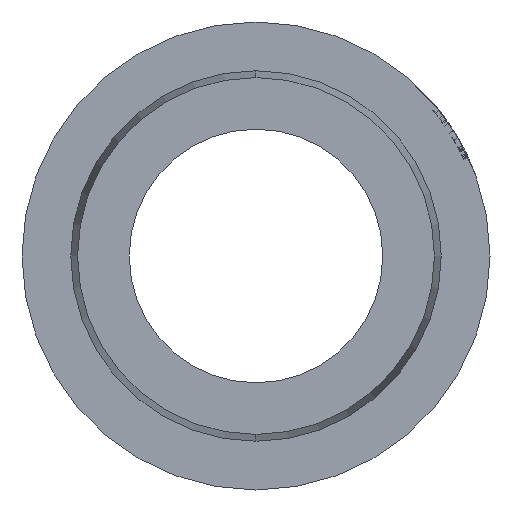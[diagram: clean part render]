
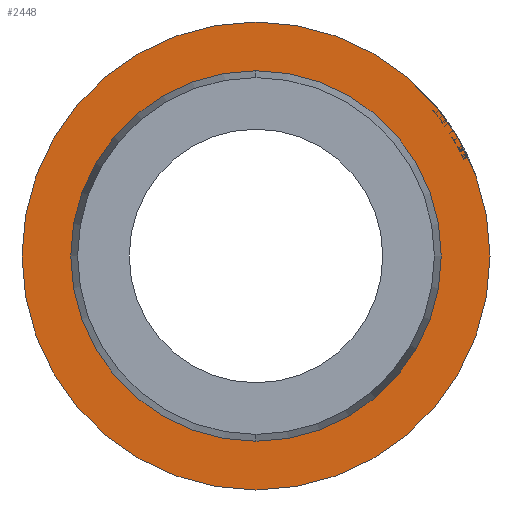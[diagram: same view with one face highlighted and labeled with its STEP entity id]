
A CAD part, left-side view. The second image highlights one B-rep face of the part: STEP entity #2448.
In plain terms, the highlighted planar face has unit normal (-1, 0, 0).
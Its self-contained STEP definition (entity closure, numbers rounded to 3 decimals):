
#53 = CARTESIAN_POINT ( 'NONE',  ( 26., 9.5, 0. ) ) ;
#284 = DIRECTION ( 'NONE',  ( -1., 0., 0. ) ) ;
#303 = AXIS2_PLACEMENT_3D ( 'NONE', #4750, #5667, #544 ) ;
#344 = CARTESIAN_POINT ( 'NONE',  ( 26., 0., 9.5 ) ) ;
#387 = VERTEX_POINT ( 'NONE', #344 ) ;
#518 = FACE_OUTER_BOUND ( 'NONE', #4271, .T. ) ;
#544 = DIRECTION ( 'NONE',  ( 0., 0., 1. ) ) ;
#951 = DIRECTION ( 'NONE',  ( 0., 0., -1. ) ) ;
#1037 = CARTESIAN_POINT ( 'NONE',  ( 26., 0., 0. ) ) ;
#1084 = AXIS2_PLACEMENT_3D ( 'NONE', #53, #1865, #951 ) ;
#1138 = ORIENTED_EDGE ( 'NONE', *, *, #1538, .T. ) ;
#1148 = ORIENTED_EDGE ( 'NONE', *, *, #2416, .T. ) ;
#1181 = EDGE_CURVE ( 'NONE', #2476, #387, #2467, .T. ) ;
#1208 = CARTESIAN_POINT ( 'NONE',  ( 26., 0., 12. ) ) ;
#1465 = PLANE ( 'NONE',  #1084 ) ;
#1482 = ORIENTED_EDGE ( 'NONE', *, *, #1181, .F. ) ;
#1538 = EDGE_CURVE ( 'NONE', #5434, #5738, #2357, .T. ) ;
#1564 = CARTESIAN_POINT ( 'NONE',  ( 26., 0., 0. ) ) ;
#1775 = AXIS2_PLACEMENT_3D ( 'NONE', #3663, #284, #5078 ) ;
#1865 = DIRECTION ( 'NONE',  ( 1., 0., 0. ) ) ;
#1867 = CIRCLE ( 'NONE', #303, 12. ) ;
#2204 = CARTESIAN_POINT ( 'NONE',  ( 26., 0., -12. ) ) ;
#2357 = CIRCLE ( 'NONE', #1775, 12. ) ;
#2416 = EDGE_CURVE ( 'NONE', #5738, #5434, #1867, .T. ) ;
#2448 = ADVANCED_FACE ( 'NONE', ( #4290, #518 ), #1465, .F. ) ;
#2460 = AXIS2_PLACEMENT_3D ( 'NONE', #1564, #4852, #4361 ) ;
#2467 = CIRCLE ( 'NONE', #5905, 9.5 ) ;
#2476 = VERTEX_POINT ( 'NONE', #3365 ) ;
#3365 = CARTESIAN_POINT ( 'NONE',  ( 26., 0., -9.5 ) ) ;
#3663 = CARTESIAN_POINT ( 'NONE',  ( 26., 0., 0. ) ) ;
#3726 = ORIENTED_EDGE ( 'NONE', *, *, #5308, .F. ) ;
#4227 = DIRECTION ( 'NONE',  ( -1., 0., 0. ) ) ;
#4271 = EDGE_LOOP ( 'NONE', ( #1138, #1148 ) ) ;
#4290 = FACE_BOUND ( 'NONE', #4885, .T. ) ;
#4361 = DIRECTION ( 'NONE',  ( 0., 0., 1. ) ) ;
#4664 = DIRECTION ( 'NONE',  ( 0., 0., 1. ) ) ;
#4750 = CARTESIAN_POINT ( 'NONE',  ( 26., 0., 0. ) ) ;
#4852 = DIRECTION ( 'NONE',  ( -1., 0., 0. ) ) ;
#4885 = EDGE_LOOP ( 'NONE', ( #3726, #1482 ) ) ;
#5078 = DIRECTION ( 'NONE',  ( 0., 0., 1. ) ) ;
#5308 = EDGE_CURVE ( 'NONE', #387, #2476, #5412, .T. ) ;
#5412 = CIRCLE ( 'NONE', #2460, 9.5 ) ;
#5434 = VERTEX_POINT ( 'NONE', #1208 ) ;
#5667 = DIRECTION ( 'NONE',  ( -1., 0., 0. ) ) ;
#5738 = VERTEX_POINT ( 'NONE', #2204 ) ;
#5905 = AXIS2_PLACEMENT_3D ( 'NONE', #1037, #4227, #4664 ) ;
